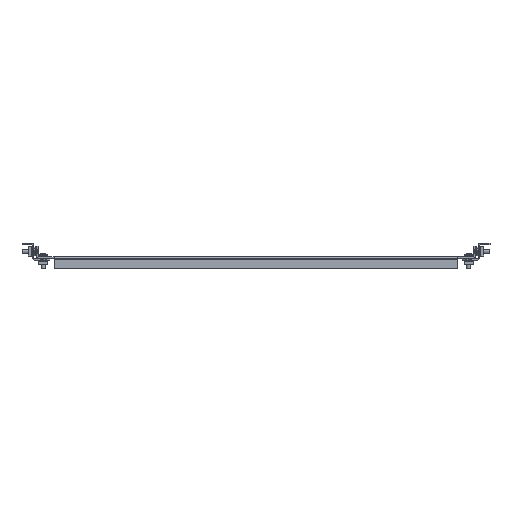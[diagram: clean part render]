
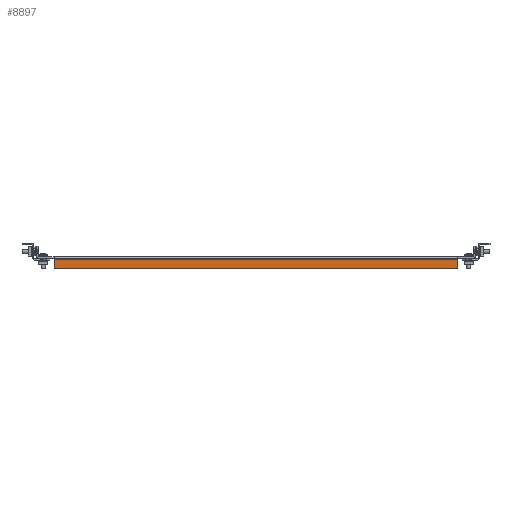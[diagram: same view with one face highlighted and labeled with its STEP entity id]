
A CAD part, front view. The second image highlights one B-rep face of the part: STEP entity #8897.
In plain terms, the highlighted planar face has unit normal (0, -1, 0).
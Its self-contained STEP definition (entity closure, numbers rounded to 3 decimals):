
#31 = VERTEX_POINT ( 'NONE', #3072 ) ;
#126 = AXIS2_PLACEMENT_3D ( 'NONE', #8752, #2387, #2347 ) ;
#228 = PLANE ( 'NONE',  #126 ) ;
#396 = CARTESIAN_POINT ( 'NONE',  ( 561., -3.5, -3.5 ) ) ;
#784 = LINE ( 'NONE', #2715, #2629 ) ;
#839 = FACE_OUTER_BOUND ( 'NONE', #3971, .T. ) ;
#1572 = CARTESIAN_POINT ( 'NONE',  ( 20., -3.5, -16. ) ) ;
#1836 = DIRECTION ( 'NONE',  ( 1., 0., 0. ) ) ;
#1860 = EDGE_CURVE ( 'NONE', #4633, #6009, #6377, .T. ) ;
#1885 = VERTEX_POINT ( 'NONE', #3007 ) ;
#2010 = EDGE_CURVE ( 'NONE', #1885, #31, #5930, .T. ) ;
#2045 = ORIENTED_EDGE ( 'NONE', *, *, #2010, .F. ) ;
#2334 = VECTOR ( 'NONE', #7077, 1000. ) ;
#2347 = DIRECTION ( 'NONE',  ( 0., 0., 1. ) ) ;
#2387 = DIRECTION ( 'NONE',  ( 0., 1., 0. ) ) ;
#2629 = VECTOR ( 'NONE', #8331, 1000. ) ;
#2715 = CARTESIAN_POINT ( 'NONE',  ( 561., -3.5, -16. ) ) ;
#2965 = DIRECTION ( 'NONE',  ( 0., 0., 1. ) ) ;
#3007 = CARTESIAN_POINT ( 'NONE',  ( 20., -3.5, -16. ) ) ;
#3072 = CARTESIAN_POINT ( 'NONE',  ( 20., -3.5, -3.5 ) ) ;
#3402 = EDGE_CURVE ( 'NONE', #6009, #1885, #784, .T. ) ;
#3424 = CARTESIAN_POINT ( 'NONE',  ( 561., -3.5, -3.5 ) ) ;
#3971 = EDGE_LOOP ( 'NONE', ( #7664, #2045, #7843, #8361 ) ) ;
#4127 = VECTOR ( 'NONE', #1836, 1000. ) ;
#4633 = VERTEX_POINT ( 'NONE', #3424 ) ;
#5024 = CARTESIAN_POINT ( 'NONE',  ( 561., -3.5, -2. ) ) ;
#5901 = VECTOR ( 'NONE', #2965, 1000. ) ;
#5930 = LINE ( 'NONE', #1572, #5901 ) ;
#6009 = VERTEX_POINT ( 'NONE', #6057 ) ;
#6057 = CARTESIAN_POINT ( 'NONE',  ( 561., -3.5, -16. ) ) ;
#6377 = LINE ( 'NONE', #5024, #2334 ) ;
#6664 = EDGE_CURVE ( 'NONE', #31, #4633, #8675, .T. ) ;
#7077 = DIRECTION ( 'NONE',  ( 0., 0., -1. ) ) ;
#7664 = ORIENTED_EDGE ( 'NONE', *, *, #6664, .F. ) ;
#7843 = ORIENTED_EDGE ( 'NONE', *, *, #3402, .F. ) ;
#8331 = DIRECTION ( 'NONE',  ( -1., 0., 0. ) ) ;
#8361 = ORIENTED_EDGE ( 'NONE', *, *, #1860, .F. ) ;
#8675 = LINE ( 'NONE', #396, #4127 ) ;
#8752 = CARTESIAN_POINT ( 'NONE',  ( 0., -3.5, 0. ) ) ;
#8897 = ADVANCED_FACE ( 'NONE', ( #839 ), #228, .F. ) ;
